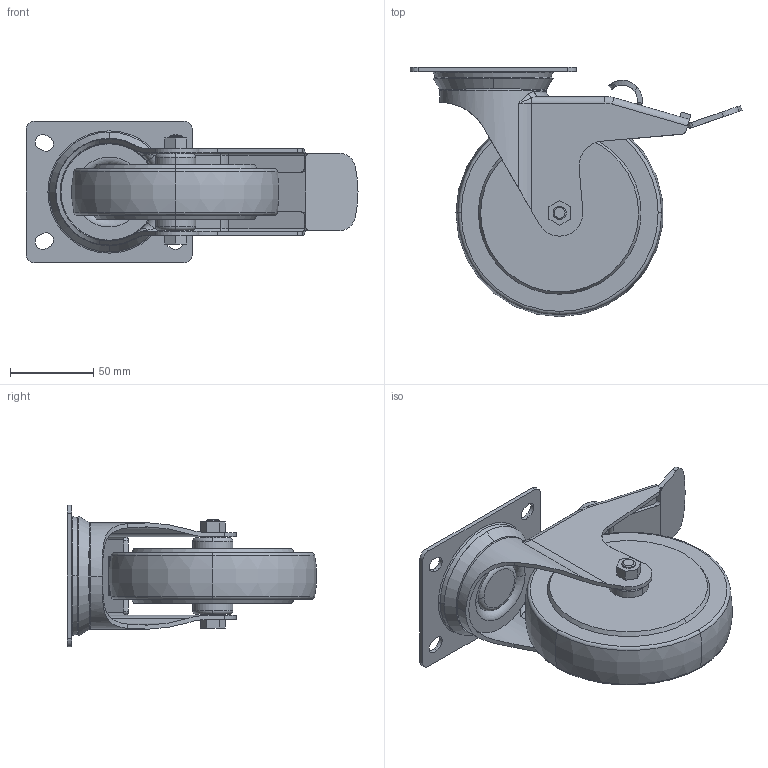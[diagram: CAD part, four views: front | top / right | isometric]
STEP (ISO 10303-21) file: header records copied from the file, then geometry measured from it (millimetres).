
FILE_DESCRIPTION(('STEP AP214'),'1');
FILE_NAME('cctmp_341C74A9-CC80-4EA7-BC5E-BDE9715ECA60_2024_06_12_15_17_43_0782_16316..stp','2024-06-12T13:17:44',('Bosch Rexroth AG'),('CADClick - www.CADClick.com'),'Spatial InterOp 3D',' ','unknown authorization - (Healing Option Enabled)');
FILE_SCHEMA(('AUTOMOTIVE_DESIGN'));
Length unit declared in the file: millimetre
Products named in the file (2): 2024_06_12_15_17_43_0751
Bounding box: 199.66 x 149.86 x 85 mm (x, y, z)
Volume: 461189.7 mm3; surface area: 115882.2 mm2
Topology: 2 solids, 3 shells, 303 faces, 767 edges, 472 vertices
Faces by surface type: cylinder 97, plane 88, torus 83, cone 26, bspline 9
Entity records: 17844 total; most frequent: CARTESIAN_POINT 7885, DIRECTION 1688, ORIENTED_EDGE 1526, EDGE_CURVE 763, AXIS2_PLACEMENT_3D 684, VERTEX_POINT 472, CIRCLE 376, EDGE_LOOP 331
